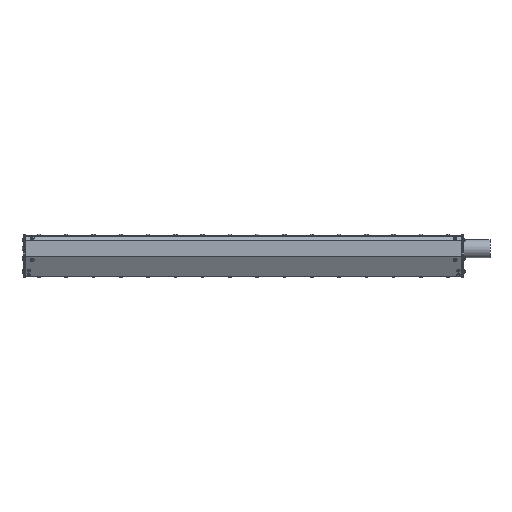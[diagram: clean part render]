
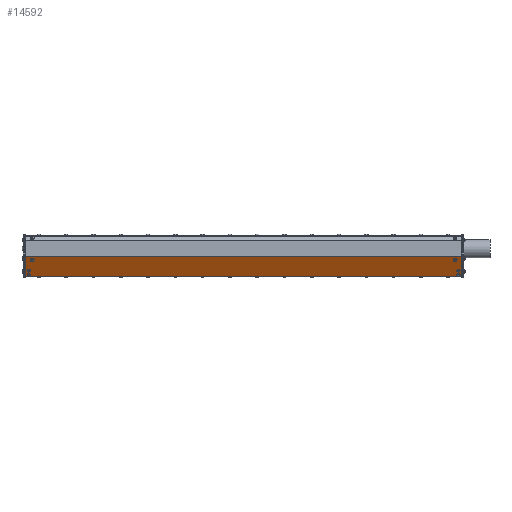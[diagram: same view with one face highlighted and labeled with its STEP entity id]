
A CAD part, front view. The second image highlights one B-rep face of the part: STEP entity #14592.
In plain terms, the highlighted planar face has unit normal (0, -0.866, -0.5).
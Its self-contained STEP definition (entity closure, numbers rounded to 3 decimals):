
#1125=FACE_BOUND('',#4915,.T.);
#1126=FACE_BOUND('',#4916,.T.);
#1127=FACE_BOUND('',#4917,.T.);
#1128=FACE_BOUND('',#4918,.T.);
#1129=FACE_BOUND('',#4919,.T.);
#1130=FACE_BOUND('',#4920,.T.);
#2417=LINE('',#59964,#2961);
#2475=LINE('',#60121,#3019);
#2506=LINE('',#60185,#3050);
#2507=LINE('',#60187,#3051);
#2961=VECTOR('',#18830,0.394);
#3019=VECTOR('',#18982,0.394);
#3050=VECTOR('',#19071,0.394);
#3051=VECTOR('',#19074,0.394);
#3660=FACE_OUTER_BOUND('',#4914,.T.);
#4914=EDGE_LOOP('',(#11318,#11319,#11320,#11321));
#4915=EDGE_LOOP('',(#11322));
#4916=EDGE_LOOP('',(#11323));
#4917=EDGE_LOOP('',(#11324));
#4918=EDGE_LOOP('',(#11325));
#4919=EDGE_LOOP('',(#11326));
#4920=EDGE_LOOP('',(#11327));
#6046=CIRCLE('',#15920,0.217);
#6051=CIRCLE('',#15930,0.217);
#6058=CIRCLE('',#15944,0.177);
#6063=CIRCLE('',#15954,0.177);
#6068=CIRCLE('',#15964,0.177);
#6091=CIRCLE('',#16004,0.177);
#7048=VERTEX_POINT('',#59768);
#7053=VERTEX_POINT('',#59783);
#7060=VERTEX_POINT('',#59804);
#7065=VERTEX_POINT('',#59819);
#7070=VERTEX_POINT('',#59834);
#7099=VERTEX_POINT('',#59909);
#7124=VERTEX_POINT('',#59961);
#7125=VERTEX_POINT('',#59963);
#7143=VERTEX_POINT('',#60048);
#7177=VERTEX_POINT('',#60119);
#8514=EDGE_CURVE('',#7048,#7048,#6046,.T.);
#8519=EDGE_CURVE('',#7053,#7053,#6051,.T.);
#8526=EDGE_CURVE('',#7060,#7060,#6058,.T.);
#8531=EDGE_CURVE('',#7065,#7065,#6063,.T.);
#8536=EDGE_CURVE('',#7070,#7070,#6068,.T.);
#8565=EDGE_CURVE('',#7099,#7099,#6091,.T.);
#8591=EDGE_CURVE('',#7125,#7124,#2417,.T.);
#8673=EDGE_CURVE('',#7177,#7143,#2475,.T.);
#8706=EDGE_CURVE('',#7124,#7143,#2506,.T.);
#8707=EDGE_CURVE('',#7125,#7177,#2507,.T.);
#11318=ORIENTED_EDGE('',*,*,#8591,.T.);
#11319=ORIENTED_EDGE('',*,*,#8706,.T.);
#11320=ORIENTED_EDGE('',*,*,#8673,.F.);
#11321=ORIENTED_EDGE('',*,*,#8707,.F.);
#11322=ORIENTED_EDGE('',*,*,#8514,.T.);
#11323=ORIENTED_EDGE('',*,*,#8519,.T.);
#11324=ORIENTED_EDGE('',*,*,#8526,.T.);
#11325=ORIENTED_EDGE('',*,*,#8531,.T.);
#11326=ORIENTED_EDGE('',*,*,#8536,.T.);
#11327=ORIENTED_EDGE('',*,*,#8565,.T.);
#13922=PLANE('',#16094);
#14592=ADVANCED_FACE('',(#3660,#1125,#1126,#1127,#1128,#1129,#1130),#13922,
 .T.);
#15920=AXIS2_PLACEMENT_3D('',#59769,#18614,#18615);
#15930=AXIS2_PLACEMENT_3D('',#59784,#18634,#18635);
#15944=AXIS2_PLACEMENT_3D('',#59805,#18662,#18663);
#15954=AXIS2_PLACEMENT_3D('',#59820,#18682,#18683);
#15964=AXIS2_PLACEMENT_3D('',#59835,#18702,#18703);
#16004=AXIS2_PLACEMENT_3D('',#59910,#18788,#18789);
#16094=AXIS2_PLACEMENT_3D('',#60186,#19072,#19073);
#18614=DIRECTION('center_axis',(0.,0.866,
0.5));
#18615=DIRECTION('ref_axis',(0.866,0.25,-0.433));
#18634=DIRECTION('center_axis',(0.,0.866,
0.5));
#18635=DIRECTION('ref_axis',(0.866,0.25,-0.433));
#18662=DIRECTION('center_axis',(0.,0.866,
0.5));
#18663=DIRECTION('ref_axis',(-1.,0.,0.));
#18682=DIRECTION('center_axis',(0.,0.866,
0.5));
#18683=DIRECTION('ref_axis',(-1.,0.,0.));
#18702=DIRECTION('center_axis',(0.,0.866,
0.5));
#18703=DIRECTION('ref_axis',(-1.,0.,0.));
#18788=DIRECTION('center_axis',(0.,0.866,
0.5));
#18789=DIRECTION('ref_axis',(-0.282,0.48,-0.831));
#18830=DIRECTION('',(0.,0.5,-0.866));
#18982=DIRECTION('',(0.,0.5,-0.866));
#19071=DIRECTION('',(1.,0.,0.));
#19072=DIRECTION('center_axis',(0.,-0.866,
-0.5));
#19073=DIRECTION('ref_axis',(0.,0.5,-0.866));
#19074=DIRECTION('',(1.,0.,0.));
#59768=CARTESIAN_POINT('',(-19.567,-15.249,-1.698));
#59769=CARTESIAN_POINT('Origin',(-19.754,-15.303,-1.605));
#59783=CARTESIAN_POINT('',(26.933,-15.249,-1.698));
#59784=CARTESIAN_POINT('Origin',(26.746,-15.303,-1.605));
#59804=CARTESIAN_POINT('',(-20.306,-14.35,-3.254));
#59805=CARTESIAN_POINT('Origin',(-20.129,-14.35,-3.254));
#59819=CARTESIAN_POINT('',(-20.306,-14.616,-2.794));
#59820=CARTESIAN_POINT('Origin',(-20.129,-14.616,-2.794));
#59834=CARTESIAN_POINT('',(26.944,-14.35,-3.254));
#59835=CARTESIAN_POINT('Origin',(27.121,-14.35,-3.254));
#59909=CARTESIAN_POINT('',(27.071,-14.531,-2.941));
#59910=CARTESIAN_POINT('Origin',(27.121,-14.616,-2.794));
#59961=CARTESIAN_POINT('',(-20.504,-14.222,-3.477));
#59963=CARTESIAN_POINT('',(-20.504,-15.519,-1.229));
#59964=CARTESIAN_POINT('',(-20.504,-15.519,-1.229));
#60048=CARTESIAN_POINT('',(27.496,-14.222,-3.477));
#60119=CARTESIAN_POINT('',(27.496,-15.519,-1.229));
#60121=CARTESIAN_POINT('',(27.496,-15.519,-1.229));
#60185=CARTESIAN_POINT('',(-20.504,-14.222,-3.477));
#60186=CARTESIAN_POINT('Origin',(-20.504,-15.519,-1.229));
#60187=CARTESIAN_POINT('',(-20.504,-15.519,-1.229));
